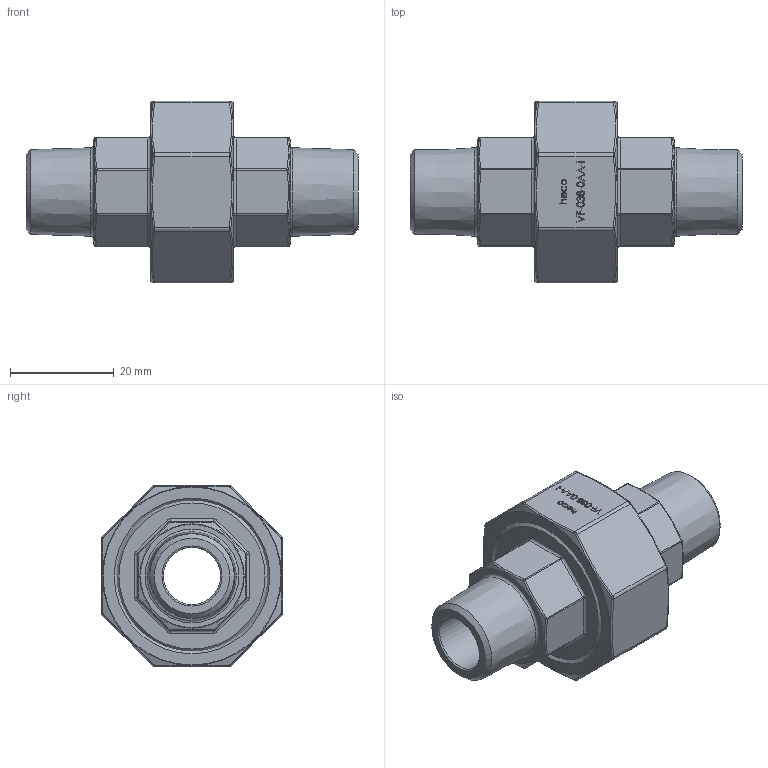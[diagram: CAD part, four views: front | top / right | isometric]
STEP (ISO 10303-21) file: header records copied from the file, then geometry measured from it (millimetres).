
FILE_DESCRIPTION (( 'STEP AP214' ), '1' );
FILE_NAME ('VF-038-0AA-I Verschraubung flach 2201.STEP', '2022-01-25T15:16:28', ( '' ), ( '' ), 'SwSTEP 2.0', 'SolidWorks 2019', '' );
FILE_SCHEMA (( 'AUTOMOTIVE_DESIGN' ));
Length unit declared in the file: millimetre
Products named in the file (1): VF-038-0AA-I Verschraubung flach 2201
Bounding box: 64 x 35 x 35 mm (x, y, z)
Volume: 20321.2 mm3; surface area: 13699.1 mm2
Topology: 4 solids, 4 shells, 382 faces, 902 edges, 558 vertices
Faces by surface type: plane 133, bspline 132, cylinder 51, torus 37, sphere 16, cone 13
Full cylindrical faces by diameter (mm): 11 x2, 17 x2, 18 x1, 25 x1, 25.3 x1, 28 x2, 28.38 x1, 30 x1
Entity records: 20300 total; most frequent: CARTESIAN_POINT 8362, ORIENTED_EDGE 1682, DIRECTION 1279, EDGE_CURVE 841, VERTEX_POINT 542, EDGE_LOOP 465, AXIS2_PLACEMENT_3D 451, FACE_OUTER_BOUND 414
